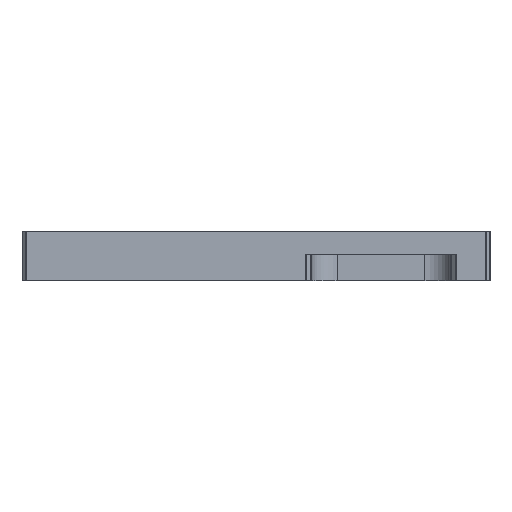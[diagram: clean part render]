
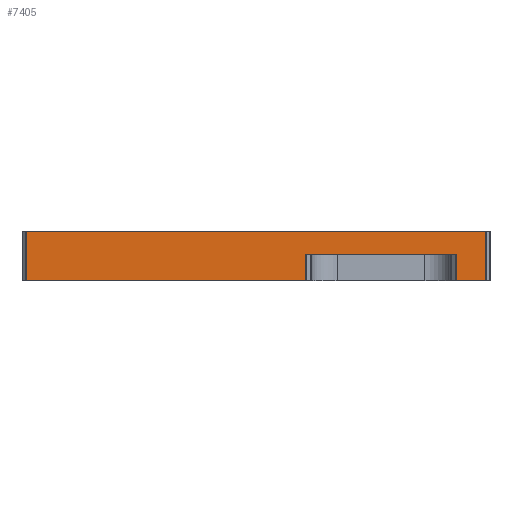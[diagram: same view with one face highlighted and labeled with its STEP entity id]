
A CAD part, left-side view. The second image highlights one B-rep face of the part: STEP entity #7405.
In plain terms, the highlighted planar face has unit normal (-1, 0, 0).
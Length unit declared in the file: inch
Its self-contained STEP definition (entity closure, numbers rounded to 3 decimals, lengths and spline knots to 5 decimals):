
#127=PLANE('',#7803);
#696=FACE_OUTER_BOUND('',#1129,.T.);
#1129=EDGE_LOOP('',(#6793,#6794,#6795,#6796,#6797,#6798,#6799,#6800));
#2076=LINE('',#19423,#2411);
#2192=LINE('',#19929,#2527);
#2198=LINE('',#19953,#2533);
#2219=LINE('',#20033,#2554);
#2220=LINE('',#20036,#2555);
#2234=LINE('',#20072,#2569);
#2292=LINE('',#25754,#2627);
#2296=LINE('',#25763,#2631);
#2411=VECTOR('',#8241,0.3937);
#2527=VECTOR('',#8605,0.3937);
#2533=VECTOR('',#8623,0.3937);
#2554=VECTOR('',#8708,0.3937);
#2555=VECTOR('',#8711,0.3937);
#2569=VECTOR('',#8755,0.3937);
#2627=VECTOR('',#8885,0.3937);
#2631=VECTOR('',#8899,0.3937);
#2903=VERTEX_POINT('',#19420);
#2904=VERTEX_POINT('',#19422);
#3029=VERTEX_POINT('',#19926);
#3030=VERTEX_POINT('',#19928);
#3041=VERTEX_POINT('',#19950);
#3042=VERTEX_POINT('',#19952);
#3069=VERTEX_POINT('',#20031);
#3070=VERTEX_POINT('',#20035);
#3777=EDGE_CURVE('',#2904,#2903,#2076,.T.);
#3969=EDGE_CURVE('',#3029,#3030,#2192,.T.);
#3981=EDGE_CURVE('',#3041,#3042,#2198,.T.);
#4023=EDGE_CURVE('',#3069,#3041,#2219,.T.);
#4024=EDGE_CURVE('',#3030,#3070,#2220,.T.);
#4042=EDGE_CURVE('',#3069,#3070,#2234,.T.);
#4552=EDGE_CURVE('',#2904,#3029,#2292,.T.);
#4556=EDGE_CURVE('',#3042,#2903,#2296,.T.);
#6793=ORIENTED_EDGE('',*,*,#4556,.F.);
#6794=ORIENTED_EDGE('',*,*,#3981,.F.);
#6795=ORIENTED_EDGE('',*,*,#4023,.F.);
#6796=ORIENTED_EDGE('',*,*,#4042,.T.);
#6797=ORIENTED_EDGE('',*,*,#4024,.F.);
#6798=ORIENTED_EDGE('',*,*,#3969,.F.);
#6799=ORIENTED_EDGE('',*,*,#4552,.F.);
#6800=ORIENTED_EDGE('',*,*,#3777,.T.);
#7405=ADVANCED_FACE('',(#696),#127,.T.);
#7803=AXIS2_PLACEMENT_3D('',#25765,#8902,#8903);
#8241=DIRECTION('',(0.,1.,0.));
#8605=DIRECTION('',(0.,1.,0.));
#8623=DIRECTION('',(0.,1.,0.));
#8708=DIRECTION('',(0.,0.,-1.));
#8711=DIRECTION('',(0.,0.,1.));
#8755=DIRECTION('',(0.,-1.,0.));
#8885=DIRECTION('',(0.,0.,-1.));
#8899=DIRECTION('',(0.,0.,1.));
#8902=DIRECTION('center_axis',(-1.,0.,0.));
#8903=DIRECTION('ref_axis',(0.,1.,0.));
#19420=CARTESIAN_POINT('',(-6.51402,4.41672,0.));
#19422=CARTESIAN_POINT('',(-6.51402,-4.41672,0.));
#19423=CARTESIAN_POINT('',(-6.51402,-4.5,0.));
#19926=CARTESIAN_POINT('',(-6.51402,-4.41672,-0.95));
#19928=CARTESIAN_POINT('',(-6.51402,-3.85828,-0.95));
#19929=CARTESIAN_POINT('',(-6.51402,-4.5,-0.95));
#19950=CARTESIAN_POINT('',(-6.51402,-0.95422,-0.95));
#19952=CARTESIAN_POINT('',(-6.51402,4.41672,-0.95));
#19953=CARTESIAN_POINT('',(-6.51402,-4.5,-0.95));
#20031=CARTESIAN_POINT('',(-6.51402,-0.95422,-0.45));
#20033=CARTESIAN_POINT('',(-6.51402,-0.95422,-0.2375));
#20035=CARTESIAN_POINT('',(-6.51402,-3.85828,-0.45));
#20036=CARTESIAN_POINT('',(-6.51402,-3.85828,-0.2375));
#20072=CARTESIAN_POINT('',(-6.51402,-3.45313,-0.45));
#25754=CARTESIAN_POINT('',(-6.51402,-4.41672,0.));
#25763=CARTESIAN_POINT('',(-6.51402,4.41672,0.));
#25765=CARTESIAN_POINT('Origin',(-6.51402,-4.5,0.));
